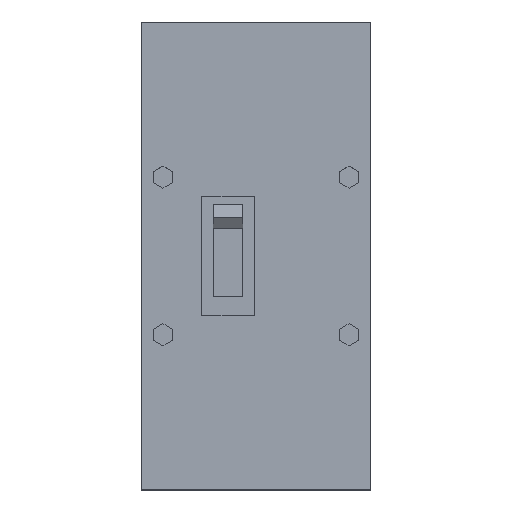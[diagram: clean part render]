
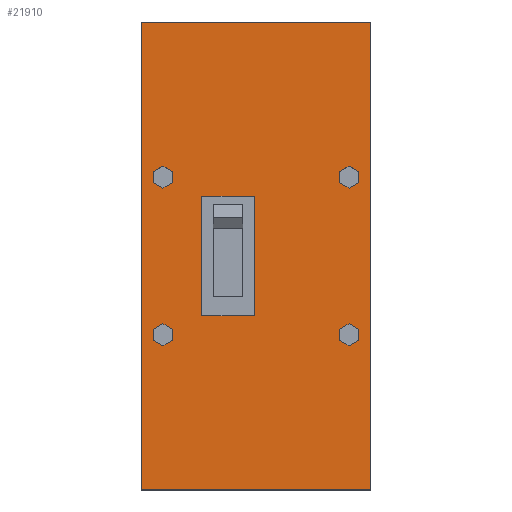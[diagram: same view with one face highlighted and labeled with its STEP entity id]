
A CAD part, top view. The second image highlights one B-rep face of the part: STEP entity #21910.
In plain terms, the highlighted planar face has unit normal (0, 0, 1).
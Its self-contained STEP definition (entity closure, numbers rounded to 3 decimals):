
#14310=CARTESIAN_POINT('',(135.5,385.309,-3.));
#14320=VERTEX_POINT('',#14310);
#14490=CARTESIAN_POINT('',(131.5,387.619,-3.));
#14500=VERTEX_POINT('',#14490);
#14530=CARTESIAN_POINT('',(0.,463.54,-3.));
#14540=DIRECTION('',(-0.866,0.5,0.));
#14550=VECTOR('',#14540,1.);
#14560=LINE('',#14530,#14550);
#14570=EDGE_CURVE('',#14320,#14500,#14560,.T.);
#14710=CARTESIAN_POINT('',(135.5,314.691,-3.));
#14720=VERTEX_POINT('',#14710);
#14890=CARTESIAN_POINT('',(135.5,319.309,-3.));
#14900=VERTEX_POINT('',#14890);
#14930=CARTESIAN_POINT('',(135.5,0.,-3.));
#14940=DIRECTION('',(0.,1.,0.));
#14950=VECTOR('',#14940,1.);
#14960=LINE('',#14930,#14950);
#14970=EDGE_CURVE('',#14720,#14900,#14960,.T.);
#15200=CARTESIAN_POINT('',(131.5,321.619,-3.));
#15210=VERTEX_POINT('',#15200);
#15240=CARTESIAN_POINT('',(0.,397.54,-3.));
#15250=DIRECTION('',(-0.866,0.5,0.));
#15260=VECTOR('',#15250,1.);
#15270=LINE('',#15240,#15260);
#15280=EDGE_CURVE('',#14900,#15210,#15270,.T.);
#15420=CARTESIAN_POINT('',(131.5,378.381,-3.));
#15430=VERTEX_POINT('',#15420);
#15600=CARTESIAN_POINT('',(135.5,380.691,-3.));
#15610=VERTEX_POINT('',#15600);
#15640=CARTESIAN_POINT('',(0.,302.459,-3.));
#15650=DIRECTION('',(0.866,0.5,0.));
#15660=VECTOR('',#15650,1.);
#15670=LINE('',#15640,#15660);
#15680=EDGE_CURVE('',#15430,#15610,#15670,.T.);
#15860=CARTESIAN_POINT('',(135.5,0.,-3.));
#15870=DIRECTION('',(0.,1.,0.));
#15880=VECTOR('',#15870,1.);
#15890=LINE('',#15860,#15880);
#15900=EDGE_CURVE('',#15610,#14320,#15890,.T.);
#18120=CARTESIAN_POINT('',(127.5,385.309,-3.));
#18130=VERTEX_POINT('',#18120);
#18160=CARTESIAN_POINT('',(0.,311.697,-3.));
#18170=DIRECTION('',(-0.866,-0.5,0.));
#18180=VECTOR('',#18170,1.);
#18190=LINE('',#18160,#18180);
#18200=EDGE_CURVE('',#14500,#18130,#18190,.T.);
#18360=CARTESIAN_POINT('',(127.5,380.691,-3.));
#18370=VERTEX_POINT('',#18360);
#18400=CARTESIAN_POINT('',(127.5,0.,-3.));
#18410=DIRECTION('',(0.,-1.,0.));
#18420=VECTOR('',#18410,1.);
#18430=LINE('',#18400,#18420);
#18440=EDGE_CURVE('',#18130,#18370,#18430,.T.);
#18570=CARTESIAN_POINT('',(0.,454.303,-3.));
#18580=DIRECTION('',(0.866,-0.5,0.));
#18590=VECTOR('',#18580,1.);
#18600=LINE('',#18570,#18590);
#18610=EDGE_CURVE('',#18370,#15430,#18600,.T.);
#19420=CARTESIAN_POINT('',(140.5,448.,-3.));
#19430=DIRECTION('',(0.,-1.,0.));
#19440=VECTOR('',#19430,1.);
#19450=LINE('',#19420,#19440);
#19460=CARTESIAN_POINT('',(140.5,448.,-3.));
#19470=VERTEX_POINT('',#19460);
#19480=CARTESIAN_POINT('',(140.5,252.,-3.));
#19490=VERTEX_POINT('',#19480);
#19500=EDGE_CURVE('',#19470,#19490,#19450,.T.);
#19740=CARTESIAN_POINT('',(12.5,448.,-3.));
#19750=DIRECTION('',(-1.,0.,0.));
#19760=VECTOR('',#19750,1.);
#19770=LINE('',#19740,#19760);
#19780=CARTESIAN_POINT('',(44.5,448.,-3.));
#19790=VERTEX_POINT('',#19780);
#19800=EDGE_CURVE('',#19470,#19790,#19770,.T.);
#19920=CARTESIAN_POINT('',(140.5,252.,-3.));
#19930=DIRECTION('',(-0.,-0.,-1.));
#19940=DIRECTION('',(0.,-1.,0.));
#19950=AXIS2_PLACEMENT_3D('',#19920,#19930,#19940);
#19960=PLANE('',#19950);
#19970=CARTESIAN_POINT('',(69.8,0.,-3.));
#19980=DIRECTION('',(0.,-1.,0.));
#19990=VECTOR('',#19980,1.);
#20000=LINE('',#19970,#19990);
#20010=CARTESIAN_POINT('',(69.8,375.,-3.));
#20020=VERTEX_POINT('',#20010);
#20030=CARTESIAN_POINT('',(69.8,325.,-3.));
#20040=VERTEX_POINT('',#20030);
#20050=EDGE_CURVE('',#20020,#20040,#20000,.T.);
#20060=ORIENTED_EDGE('',*,*,#20050,.F.);
#20070=CARTESIAN_POINT('',(0.8,325.,-3.));
#20080=DIRECTION('',(-1.,0.,0.));
#20090=VECTOR('',#20080,1.);
#20100=LINE('',#20070,#20090);
#20110=CARTESIAN_POINT('',(91.8,325.,-3.));
#20120=VERTEX_POINT('',#20110);
#20130=EDGE_CURVE('',#20120,#20040,#20100,.T.);
#20140=ORIENTED_EDGE('',*,*,#20130,.T.);
#20150=CARTESIAN_POINT('',(91.8,0.,-3.));
#20160=DIRECTION('',(0.,1.,0.));
#20170=VECTOR('',#20160,1.);
#20180=LINE('',#20150,#20170);
#20190=CARTESIAN_POINT('',(91.8,375.,-3.));
#20200=VERTEX_POINT('',#20190);
#20210=EDGE_CURVE('',#20120,#20200,#20180,.T.);
#20220=ORIENTED_EDGE('',*,*,#20210,.F.);
#20230=CARTESIAN_POINT('',(0.8,375.,-3.));
#20240=DIRECTION('',(1.,0.,0.));
#20250=VECTOR('',#20240,1.);
#20260=LINE('',#20230,#20250);
#20270=EDGE_CURVE('',#20020,#20200,#20260,.T.);
#20280=ORIENTED_EDGE('',*,*,#20270,.T.);
#20290=EDGE_LOOP('',(#20280,#20220,#20140,#20060));
#20300=FACE_BOUND('',#20290,.T.);
#20310=ORIENTED_EDGE('',*,*,#18200,.F.);
#20320=ORIENTED_EDGE('',*,*,#18440,.F.);
#20330=ORIENTED_EDGE('',*,*,#18610,.F.);
#20340=ORIENTED_EDGE('',*,*,#15680,.F.);
#20350=ORIENTED_EDGE('',*,*,#15900,.F.);
#20360=ORIENTED_EDGE('',*,*,#14570,.F.);
#20370=EDGE_LOOP('',(#20360,#20350,#20340,#20330,#20320,#20310));
#20380=FACE_BOUND('',#20370,.T.);
#20390=CARTESIAN_POINT('',(0.,245.697,-3.));
#20400=DIRECTION('',(-0.866,-0.5,0.));
#20410=VECTOR('',#20400,1.);
#20420=LINE('',#20390,#20410);
#20430=CARTESIAN_POINT('',(127.5,319.309,-3.));
#20440=VERTEX_POINT('',#20430);
#20450=EDGE_CURVE('',#15210,#20440,#20420,.T.);
#20460=ORIENTED_EDGE('',*,*,#20450,.F.);
#20470=CARTESIAN_POINT('',(127.5,0.,-3.));
#20480=DIRECTION('',(0.,-1.,0.));
#20490=VECTOR('',#20480,1.);
#20500=LINE('',#20470,#20490);
#20510=CARTESIAN_POINT('',(127.5,314.691,-3.));
#20520=VERTEX_POINT('',#20510);
#20530=EDGE_CURVE('',#20440,#20520,#20500,.T.);
#20540=ORIENTED_EDGE('',*,*,#20530,.F.);
#20550=CARTESIAN_POINT('',(0.,388.303,-3.));
#20560=DIRECTION('',(0.866,-0.5,0.));
#20570=VECTOR('',#20560,1.);
#20580=LINE('',#20550,#20570);
#20590=CARTESIAN_POINT('',(131.5,312.381,-3.));
#20600=VERTEX_POINT('',#20590);
#20610=EDGE_CURVE('',#20520,#20600,#20580,.T.);
#20620=ORIENTED_EDGE('',*,*,#20610,.F.);
#20630=CARTESIAN_POINT('',(0.,236.459,-3.));
#20640=DIRECTION('',(0.866,0.5,0.));
#20650=VECTOR('',#20640,1.);
#20660=LINE('',#20630,#20650);
#20670=EDGE_CURVE('',#20600,#14720,#20660,.T.);
#20680=ORIENTED_EDGE('',*,*,#20670,.F.);
#20690=ORIENTED_EDGE('',*,*,#14970,.F.);
#20700=ORIENTED_EDGE('',*,*,#15280,.F.);
#20710=EDGE_LOOP('',(#20700,#20690,#20680,#20620,#20540,#20460));
#20720=FACE_BOUND('',#20710,.T.);
#20730=CARTESIAN_POINT('',(57.5,0.,-3.));
#20740=DIRECTION('',(0.,1.,0.));
#20750=VECTOR('',#20740,1.);
#20760=LINE('',#20730,#20750);
#20770=CARTESIAN_POINT('',(57.5,314.691,-3.));
#20780=VERTEX_POINT('',#20770);
#20790=CARTESIAN_POINT('',(57.5,319.309,-3.));
#20800=VERTEX_POINT('',#20790);
#20810=EDGE_CURVE('',#20780,#20800,#20760,.T.);
#20820=ORIENTED_EDGE('',*,*,#20810,.F.);
#20830=CARTESIAN_POINT('',(0.,352.507,-3.));
#20840=DIRECTION('',(-0.866,0.5,0.));
#20850=VECTOR('',#20840,1.);
#20860=LINE('',#20830,#20850);
#20870=CARTESIAN_POINT('',(53.5,321.619,-3.));
#20880=VERTEX_POINT('',#20870);
#20890=EDGE_CURVE('',#20800,#20880,#20860,.T.);
#20900=ORIENTED_EDGE('',*,*,#20890,.F.);
#20910=CARTESIAN_POINT('',(0.,290.73,-3.));
#20920=DIRECTION('',(-0.866,-0.5,0.));
#20930=VECTOR('',#20920,1.);
#20940=LINE('',#20910,#20930);
#20950=CARTESIAN_POINT('',(49.5,319.309,-3.));
#20960=VERTEX_POINT('',#20950);
#20970=EDGE_CURVE('',#20880,#20960,#20940,.T.);
#20980=ORIENTED_EDGE('',*,*,#20970,.F.);
#20990=CARTESIAN_POINT('',(49.5,0.,-3.));
#21000=DIRECTION('',(0.,-1.,0.));
#21010=VECTOR('',#21000,1.);
#21020=LINE('',#20990,#21010);
#21030=CARTESIAN_POINT('',(49.5,314.691,-3.));
#21040=VERTEX_POINT('',#21030);
#21050=EDGE_CURVE('',#20960,#21040,#21020,.T.);
#21060=ORIENTED_EDGE('',*,*,#21050,.F.);
#21070=CARTESIAN_POINT('',(0.,343.269,-3.));
#21080=DIRECTION('',(0.866,-0.5,0.));
#21090=VECTOR('',#21080,1.);
#21100=LINE('',#21070,#21090);
#21110=CARTESIAN_POINT('',(53.5,312.381,-3.));
#21120=VERTEX_POINT('',#21110);
#21130=EDGE_CURVE('',#21040,#21120,#21100,.T.);
#21140=ORIENTED_EDGE('',*,*,#21130,.F.);
#21150=CARTESIAN_POINT('',(0.,281.493,-3.));
#21160=DIRECTION('',(0.866,0.5,0.));
#21170=VECTOR('',#21160,1.);
#21180=LINE('',#21150,#21170);
#21190=EDGE_CURVE('',#21120,#20780,#21180,.T.);
#21200=ORIENTED_EDGE('',*,*,#21190,.F.);
#21210=EDGE_LOOP('',(#21200,#21140,#21060,#20980,#20900,#20820));
#21220=FACE_BOUND('',#21210,.T.);
#21230=CARTESIAN_POINT('',(0.,356.73,-3.));
#21240=DIRECTION('',(-0.866,-0.5,0.));
#21250=VECTOR('',#21240,1.);
#21260=LINE('',#21230,#21250);
#21270=CARTESIAN_POINT('',(53.5,387.619,-3.));
#21280=VERTEX_POINT('',#21270);
#21290=CARTESIAN_POINT('',(49.5,385.309,-3.));
#21300=VERTEX_POINT('',#21290);
#21310=EDGE_CURVE('',#21280,#21300,#21260,.T.);
#21320=ORIENTED_EDGE('',*,*,#21310,.F.);
#21330=CARTESIAN_POINT('',(49.5,0.,-3.));
#21340=DIRECTION('',(0.,-1.,0.));
#21350=VECTOR('',#21340,1.);
#21360=LINE('',#21330,#21350);
#21370=CARTESIAN_POINT('',(49.5,380.691,-3.));
#21380=VERTEX_POINT('',#21370);
#21390=EDGE_CURVE('',#21300,#21380,#21360,.T.);
#21400=ORIENTED_EDGE('',*,*,#21390,.F.);
#21410=CARTESIAN_POINT('',(0.,409.269,-3.));
#21420=DIRECTION('',(0.866,-0.5,0.));
#21430=VECTOR('',#21420,1.);
#21440=LINE('',#21410,#21430);
#21450=CARTESIAN_POINT('',(53.5,378.381,-3.));
#21460=VERTEX_POINT('',#21450);
#21470=EDGE_CURVE('',#21380,#21460,#21440,.T.);
#21480=ORIENTED_EDGE('',*,*,#21470,.F.);
#21490=CARTESIAN_POINT('',(0.,347.493,-3.));
#21500=DIRECTION('',(0.866,0.5,0.));
#21510=VECTOR('',#21500,1.);
#21520=LINE('',#21490,#21510);
#21530=CARTESIAN_POINT('',(57.5,380.691,-3.));
#21540=VERTEX_POINT('',#21530);
#21550=EDGE_CURVE('',#21460,#21540,#21520,.T.);
#21560=ORIENTED_EDGE('',*,*,#21550,.F.);
#21570=CARTESIAN_POINT('',(57.5,0.,-3.));
#21580=DIRECTION('',(0.,1.,0.));
#21590=VECTOR('',#21580,1.);
#21600=LINE('',#21570,#21590);
#21610=CARTESIAN_POINT('',(57.5,385.309,-3.));
#21620=VERTEX_POINT('',#21610);
#21630=EDGE_CURVE('',#21540,#21620,#21600,.T.);
#21640=ORIENTED_EDGE('',*,*,#21630,.F.);
#21650=CARTESIAN_POINT('',(0.,418.507,-3.));
#21660=DIRECTION('',(-0.866,0.5,0.));
#21670=VECTOR('',#21660,1.);
#21680=LINE('',#21650,#21670);
#21690=EDGE_CURVE('',#21620,#21280,#21680,.T.);
#21700=ORIENTED_EDGE('',*,*,#21690,.F.);
#21710=EDGE_LOOP('',(#21700,#21640,#21560,#21480,#21400,#21320));
#21720=FACE_BOUND('',#21710,.T.);
#21730=ORIENTED_EDGE('',*,*,#19500,.F.);
#21740=CARTESIAN_POINT('',(12.5,252.,-3.));
#21750=DIRECTION('',(-1.,0.,0.));
#21760=VECTOR('',#21750,1.);
#21770=LINE('',#21740,#21760);
#21780=CARTESIAN_POINT('',(44.5,252.,-3.));
#21790=VERTEX_POINT('',#21780);
#21800=EDGE_CURVE('',#19490,#21790,#21770,.T.);
#21810=ORIENTED_EDGE('',*,*,#21800,.F.);
#21820=CARTESIAN_POINT('',(44.5,0.,-3.));
#21830=DIRECTION('',(0.,-1.,0.));
#21840=VECTOR('',#21830,1.);
#21850=LINE('',#21820,#21840);
#21860=EDGE_CURVE('',#19790,#21790,#21850,.T.);
#21870=ORIENTED_EDGE('',*,*,#21860,.T.);
#21880=ORIENTED_EDGE('',*,*,#19800,.T.);
#21890=EDGE_LOOP('',(#21880,#21870,#21810,#21730));
#21900=FACE_OUTER_BOUND('',#21890,.T.);
#21910=ADVANCED_FACE('',(#20300,#20380,#20720,#21220,#21720,#21900),
#19960,.F.);
